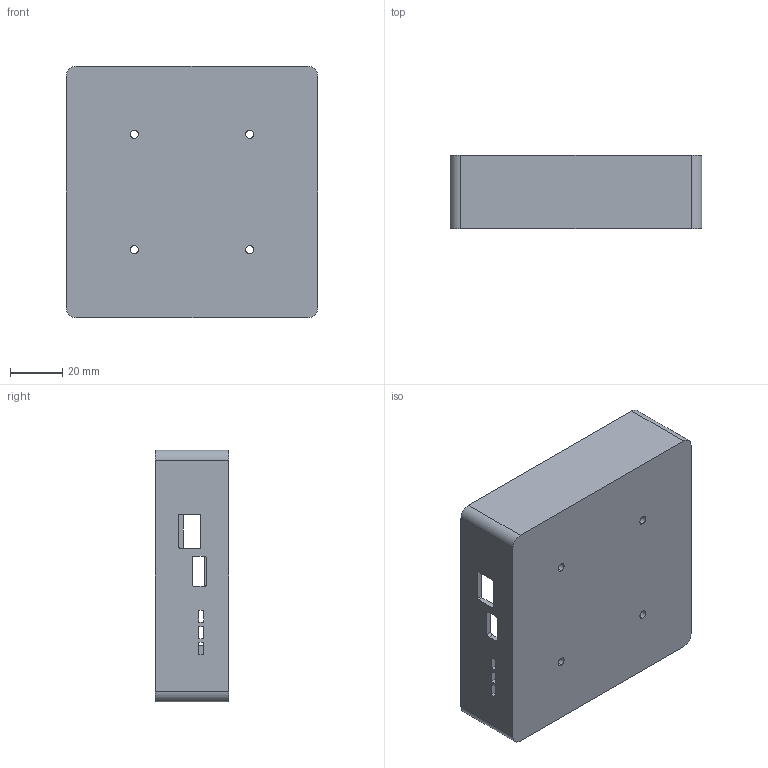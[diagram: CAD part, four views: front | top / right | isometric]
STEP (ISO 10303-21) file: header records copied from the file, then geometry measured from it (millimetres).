
FILE_DESCRIPTION (( 'STEP AP214' ), '1' );
FILE_NAME ('狟褲.STEP', '2024-12-04T13:38:58', ( '' ), ( '' ), 'SwSTEP 2.0', 'SolidWorks 2023', '' );
FILE_SCHEMA (( 'AUTOMOTIVE_DESIGN' ));
Length unit declared in the file: millimetre
Products named in the file (1): 下壳
Bounding box: 96 x 28 x 96 mm (x, y, z)
Volume: 38854.4 mm3; surface area: 39049.5 mm2
Topology: 1 solids, 1 shells, 107 faces, 288 edges, 192 vertices
Faces by surface type: plane 63, cylinder 44
Entity records: 3433 total; most frequent: CARTESIAN_POINT 612, DIRECTION 584, ORIENTED_EDGE 576, EDGE_CURVE 288, AXIS2_PLACEMENT_3D 196, VERTEX_POINT 192, VECTOR 192, LINE 192
